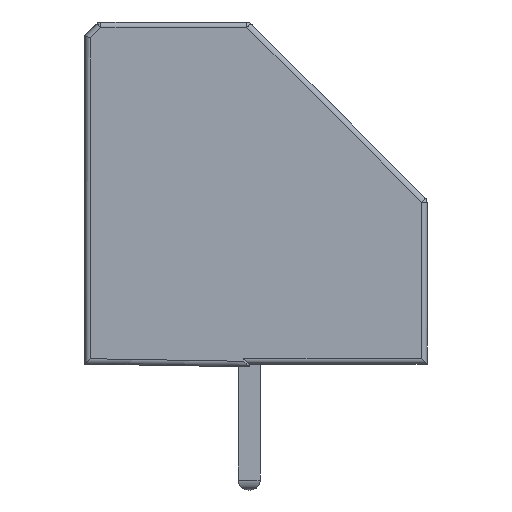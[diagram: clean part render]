
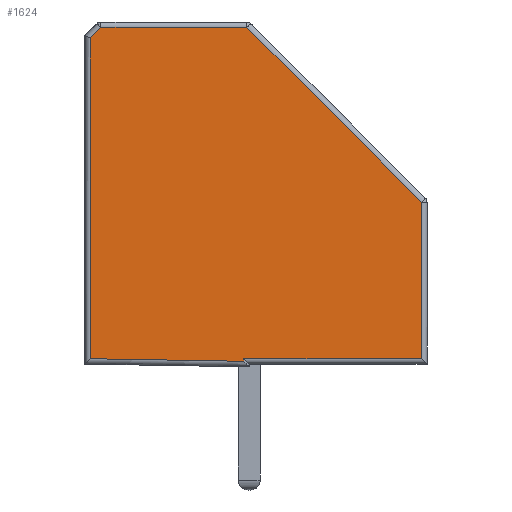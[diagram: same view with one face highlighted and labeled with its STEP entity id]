
A CAD part, left-side view. The second image highlights one B-rep face of the part: STEP entity #1624.
In plain terms, the highlighted planar face has unit normal (-1, 0, 0).
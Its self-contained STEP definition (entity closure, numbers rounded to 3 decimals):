
#13=DIRECTION('',(0.,0.,1.));
#27=VECTOR('',#13,1.);
#51=DIRECTION('',(0.,0.707,-0.707));
#52=DIRECTION('',(0.,0.707,0.707));
#79=DIRECTION('',(0.,-1.,0.));
#128=VECTOR('',#79,1.);
#155=VECTOR('',#52,1.);
#162=VECTOR('',#163,1.);
#163=DIRECTION('',(0.,1.,0.));
#170=VECTOR('',#51,1.);
#177=VECTOR('',#178,1.);
#178=DIRECTION('',(0.,0.,-1.));
#183=VECTOR('',#184,1.);
#184=DIRECTION('',(0.,-1.,-0.017));
#188=DIRECTION('',(-1.,0.,0.));
#189=DIRECTION('',(0.,-1.,0.));
#408=VERTEX_POINT('',#409);
#409=CARTESIAN_POINT('',(-2.5,-6.3,6.017));
#419=EDGE_CURVE('',#420,#408,#422,.T.);
#420=VERTEX_POINT('',#421);
#421=CARTESIAN_POINT('',(-2.5,-6.3,0.3));
#422=LINE('',#423,#27);
#423=CARTESIAN_POINT('',(-2.5,-6.3,0.1));
#853=VERTEX_POINT('',#854);
#854=CARTESIAN_POINT('',(-2.5,0.2,0.3));
#858=ORIENTED_EDGE('',*,*,#859,.T.);
#859=EDGE_CURVE('',#853,#420,#860,.T.);
#860=LINE('',#861,#128);
#861=CARTESIAN_POINT('',(-2.5,0.,0.3));
#1624=ADVANCED_FACE('',(#1625),#1662,.T.);
#1625=FACE_BOUND('',#1626,.T.);
#1626=EDGE_LOOP('',(#1627,#858,#1633,#1634,#1640,#1646,#1652,#1658));
#1627=ORIENTED_EDGE('',*,*,#1628,.T.);
#1628=EDGE_CURVE('',#1629,#853,#1631,.T.);
#1629=VERTEX_POINT('',#1630);
#1630=CARTESIAN_POINT('',(-2.5,0.2,0.203));
#1631=LINE('',#1632,#27);
#1632=CARTESIAN_POINT('',(-2.5,0.2,0.));
#1633=ORIENTED_EDGE('',*,*,#419,.T.);
#1634=ORIENTED_EDGE('',*,*,#1635,.T.);
#1635=EDGE_CURVE('',#408,#1636,#1638,.T.);
#1636=VERTEX_POINT('',#1637);
#1637=CARTESIAN_POINT('',(-2.5,0.083,12.4));
#1638=LINE('',#1639,#155);
#1639=CARTESIAN_POINT('',(-2.5,-6.359,5.959));
#1640=ORIENTED_EDGE('',*,*,#1641,.T.);
#1641=EDGE_CURVE('',#1636,#1642,#1644,.T.);
#1642=VERTEX_POINT('',#1643);
#1643=CARTESIAN_POINT('',(-2.5,5.417,12.4));
#1644=LINE('',#1645,#162);
#1645=CARTESIAN_POINT('',(-2.5,0.,12.4));
#1646=ORIENTED_EDGE('',*,*,#1647,.T.);
#1647=EDGE_CURVE('',#1642,#1648,#1650,.T.);
#1648=VERTEX_POINT('',#1649);
#1649=CARTESIAN_POINT('',(-2.5,5.8,12.017));
#1650=LINE('',#1651,#170);
#1651=CARTESIAN_POINT('',(-2.5,5.359,12.459));
#1652=ORIENTED_EDGE('',*,*,#1653,.T.);
#1653=EDGE_CURVE('',#1648,#1654,#1656,.T.);
#1654=VERTEX_POINT('',#1655);
#1655=CARTESIAN_POINT('',(-2.5,5.8,0.297));
#1656=LINE('',#1657,#177);
#1657=CARTESIAN_POINT('',(-2.5,5.8,12.1));
#1658=ORIENTED_EDGE('',*,*,#1659,.T.);
#1659=EDGE_CURVE('',#1654,#1629,#1660,.T.);
#1660=LINE('',#1661,#183);
#1661=CARTESIAN_POINT('',(-2.5,5.997,0.3));
#1662=PLANE('',#1663);
#1663=AXIS2_PLACEMENT_3D('',#1664,#188,#189);
#1664=CARTESIAN_POINT('',(-2.5,0.417,5.581));
